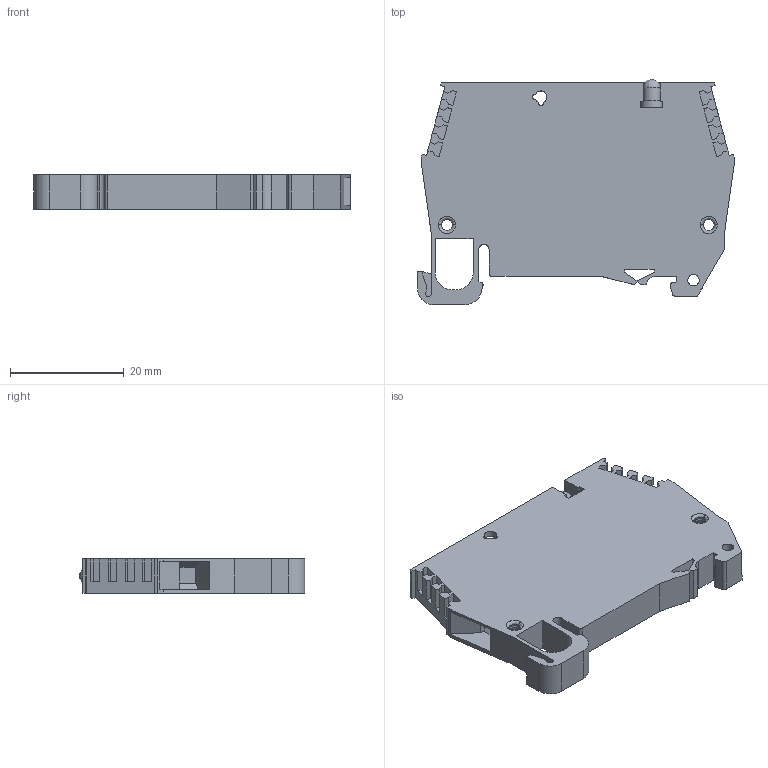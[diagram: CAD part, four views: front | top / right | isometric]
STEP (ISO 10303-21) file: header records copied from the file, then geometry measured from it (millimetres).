
FILE_DESCRIPTION (( 'STEP AP214' ), '1' );
FILE_NAME ('4358101-DN-FE4L12.STEP', '2014-05-26T14:42:11', ( '' ), ( '' ), 'SwSTEP 2.0', 'SolidWorks 2013', '' );
FILE_SCHEMA (( 'AUTOMOTIVE_DESIGN' ));
Length unit declared in the file: millimetre
Products named in the file (3): 4358101-DN-FE4L12; 20621_1; 4358100_DN-QFE4
Assembly tree (2 placements, depth 2):
  4358101-DN-FE4L12
    4358100_DN-QFE4
    20621_1
Bounding box: 55.65 x 39.6 x 6 mm (x, y, z)
Volume: 9020.2 mm3; surface area: 6675.6 mm2
Topology: 2 solids, 3 shells, 359 faces, 970 edges, 619 vertices
Faces by surface type: plane 227, cylinder 91, bspline 37, cone 4
Entity records: 15830 total; most frequent: CARTESIAN_POINT 2842, ORIENTED_EDGE 1936, DIRECTION 1778, EDGE_CURVE 968, LINE 736, VECTOR 736, VERTEX_POINT 619, AXIS2_PLACEMENT_3D 521
